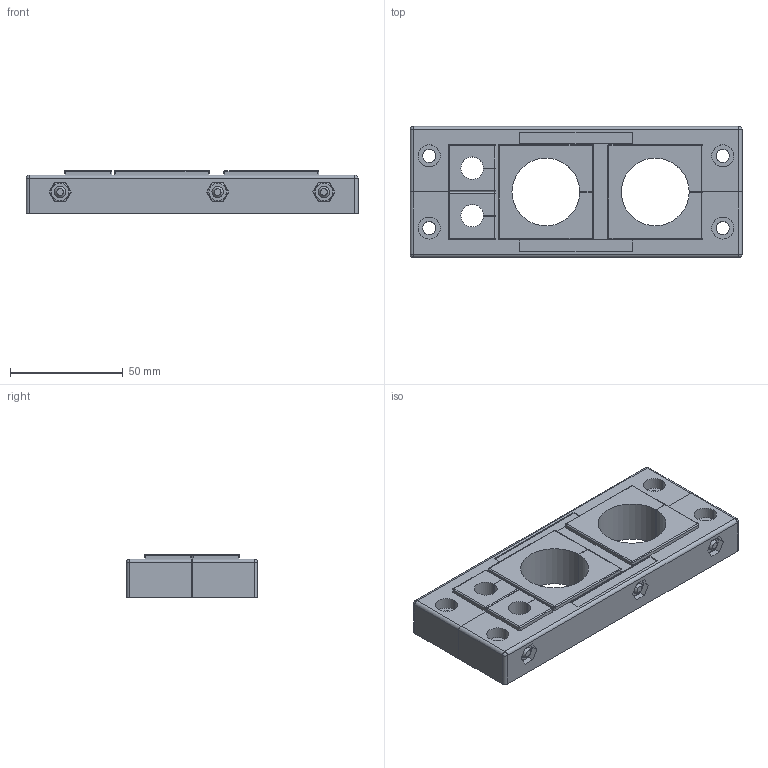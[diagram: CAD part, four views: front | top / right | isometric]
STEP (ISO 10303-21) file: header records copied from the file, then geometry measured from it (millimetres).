
FILE_DESCRIPTION(('STEP AP242'),'1');
FILE_NAME('42244.stp','2020-06-03T12:57:06',('TraceParts'),('TraceParts S.A.'),'Spatial InterOp 3D',' ',' ');
FILE_SCHEMA(('AP242_MANAGED_MODEL_BASED_3D_ENGINEERING_MIM_LF {1 0 10303 442 1 1 4}'));
Length unit declared in the file: millimetre
Products named in the file (1): 42244_1
Bounding box: 147 x 58 x 19 mm (x, y, z)
Volume: 124630.1 mm3; surface area: 53735.9 mm2
Topology: 11 solids, 11 shells, 374 faces, 902 edges, 544 vertices
Faces by surface type: plane 196, cylinder 122, cone 30, sphere 20, torus 6
Entity records: 10819 total; most frequent: CARTESIAN_POINT 2069, DIRECTION 1840, ORIENTED_EDGE 1764, EDGE_CURVE 882, AXIS2_PLACEMENT_3D 635, LINE 570, VECTOR 570, VERTEX_POINT 544
